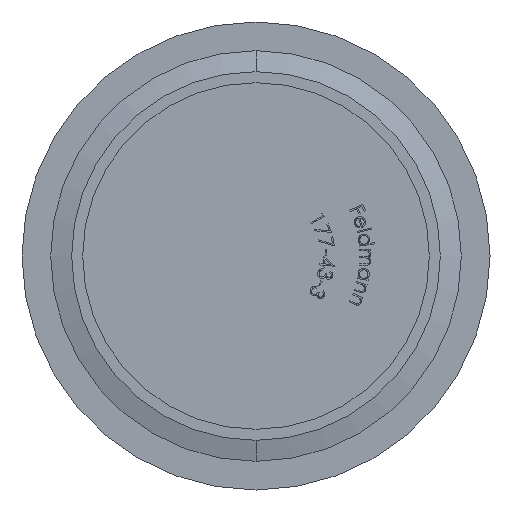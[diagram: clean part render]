
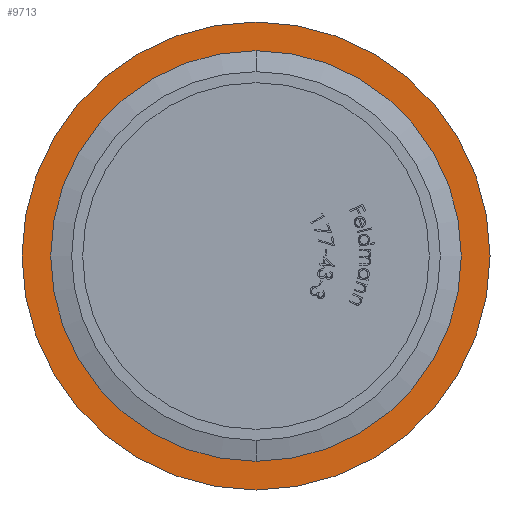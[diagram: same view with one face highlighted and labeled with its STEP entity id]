
A CAD part, front view. The second image highlights one B-rep face of the part: STEP entity #9713.
In plain terms, the highlighted planar face has unit normal (0, -1, 0).
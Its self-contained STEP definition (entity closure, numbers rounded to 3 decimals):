
#257 = AXIS2_PLACEMENT_3D ( 'NONE', #5824, #786, #6656 ) ;
#274 = AXIS2_PLACEMENT_3D ( 'NONE', #6820, #1813, #7598 ) ;
#430 = CIRCLE ( 'NONE', #257, 21.2 ) ;
#638 = VERTEX_POINT ( 'NONE', #3001 ) ;
#786 = DIRECTION ( 'NONE',  ( 0., 1., 0. ) ) ;
#1250 = EDGE_LOOP ( 'NONE', ( #3733, #8519 ) ) ;
#1585 = FACE_BOUND ( 'NONE', #6111, .T. ) ;
#1769 = CARTESIAN_POINT ( 'NONE',  ( 0., 0., -21.2 ) ) ;
#1813 = DIRECTION ( 'NONE',  ( 0., -1., 0. ) ) ;
#1911 = VERTEX_POINT ( 'NONE', #1769 ) ;
#1985 = CARTESIAN_POINT ( 'NONE',  ( 0., 0., 0. ) ) ;
#2724 = CARTESIAN_POINT ( 'NONE',  ( 0., 0., 0. ) ) ;
#2838 = DIRECTION ( 'NONE',  ( 0., 1., 0. ) ) ;
#3001 = CARTESIAN_POINT ( 'NONE',  ( 0., 0., 21.2 ) ) ;
#3415 = EDGE_CURVE ( 'NONE', #1911, #638, #7827, .T. ) ;
#3584 = DIRECTION ( 'NONE',  ( 0., 0., 1. ) ) ;
#3733 = ORIENTED_EDGE ( 'NONE', *, *, #3415, .F. ) ;
#3967 = CARTESIAN_POINT ( 'NONE',  ( 0., 0., 16.7 ) ) ;
#4099 = CARTESIAN_POINT ( 'NONE',  ( 0., 0., 0. ) ) ;
#4381 = EDGE_CURVE ( 'NONE', #638, #1911, #430, .T. ) ;
#4811 = VERTEX_POINT ( 'NONE', #3967 ) ;
#4945 = DIRECTION ( 'NONE',  ( 0., 0., 1. ) ) ;
#5581 = ORIENTED_EDGE ( 'NONE', *, *, #8905, .F. ) ;
#5647 = ORIENTED_EDGE ( 'NONE', *, *, #10144, .F. ) ;
#5794 = FACE_OUTER_BOUND ( 'NONE', #1250, .T. ) ;
#5824 = CARTESIAN_POINT ( 'NONE',  ( 0., 0., 0. ) ) ;
#6004 = VERTEX_POINT ( 'NONE', #6074 ) ;
#6074 = CARTESIAN_POINT ( 'NONE',  ( 0., 0., -16.7 ) ) ;
#6111 = EDGE_LOOP ( 'NONE', ( #5647, #5581 ) ) ;
#6185 = CIRCLE ( 'NONE', #274, 16.7 ) ;
#6656 = DIRECTION ( 'NONE',  ( 0., 0., 1. ) ) ;
#6820 = CARTESIAN_POINT ( 'NONE',  ( 0., 0., 0. ) ) ;
#6979 = PLANE ( 'NONE',  #8357 ) ;
#7598 = DIRECTION ( 'NONE',  ( 0., 0., 1. ) ) ;
#7827 = CIRCLE ( 'NONE', #9872, 21.2 ) ;
#8357 = AXIS2_PLACEMENT_3D ( 'NONE', #1985, #2838, #8496 ) ;
#8398 = DIRECTION ( 'NONE',  ( 0., -1., 0. ) ) ;
#8496 = DIRECTION ( 'NONE',  ( 0., 0., 1. ) ) ;
#8519 = ORIENTED_EDGE ( 'NONE', *, *, #4381, .F. ) ;
#8905 = EDGE_CURVE ( 'NONE', #6004, #4811, #6185, .T. ) ;
#9193 = AXIS2_PLACEMENT_3D ( 'NONE', #2724, #8398, #3584 ) ;
#9572 = CIRCLE ( 'NONE', #9193, 16.7 ) ;
#9657 = DIRECTION ( 'NONE',  ( 0., 1., 0. ) ) ;
#9713 = ADVANCED_FACE ( 'NONE', ( #5794, #1585 ), #6979, .F. ) ;
#9872 = AXIS2_PLACEMENT_3D ( 'NONE', #4099, #9657, #4945 ) ;
#10144 = EDGE_CURVE ( 'NONE', #4811, #6004, #9572, .T. ) ;
